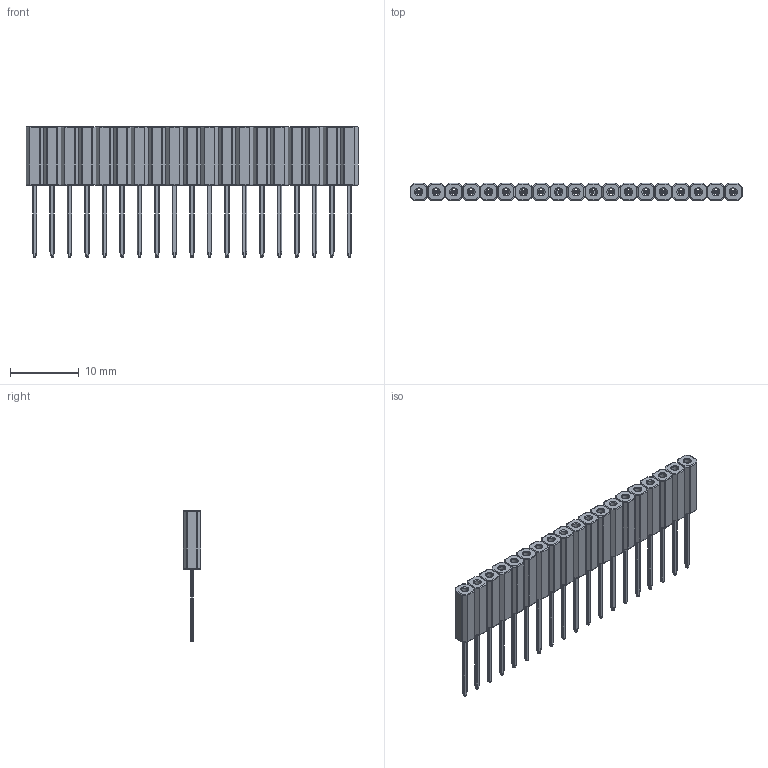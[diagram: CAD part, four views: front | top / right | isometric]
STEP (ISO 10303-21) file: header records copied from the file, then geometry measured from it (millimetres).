
FILE_DESCRIPTION(('FreeCAD Model'),'2;1');
FILE_NAME('Open CASCADE Shape Model','2023-06-26T09:05:28',(''),(''), 'Open CASCADE STEP processor 7.6','FreeCAD','Unknown');
FILE_SCHEMA(('AUTOMOTIVE_DESIGN { 1 0 10303 214 1 1 1 1 }'));
Length unit declared in the file: millimetre
Products named in the file (5): StackHead; Shroud; Shroud_SinglePin; Pins; Pins_SinglePin
Assembly tree (40 placements, depth 3):
  StackHead
    Shroud
      Shroud_SinglePin  x19
    Pins
      Pins_SinglePin  x19
Bounding box: 48.26 x 2.54 x 19 mm (x, y, z)
Volume: 864.3 mm3; surface area: 3384.8 mm2
Topology: 38 solids, 38 shells, 2774 faces, 6403 edges, 3097 vertices
Faces by surface type: cylinder 1273, plane 646, sphere 608, torus 247
Full cylindrical faces by diameter (mm): 0.919 x19
Entity records: 8162 total; most frequent: DIRECTION 1438, CARTESIAN_POINT 1283, LINE 745, VECTOR 745, ORIENTED_EDGE 610, PCURVE 610, DEFINITIONAL_REPRESENTATION 610, AXIS2_PLACEMENT_3D 339
